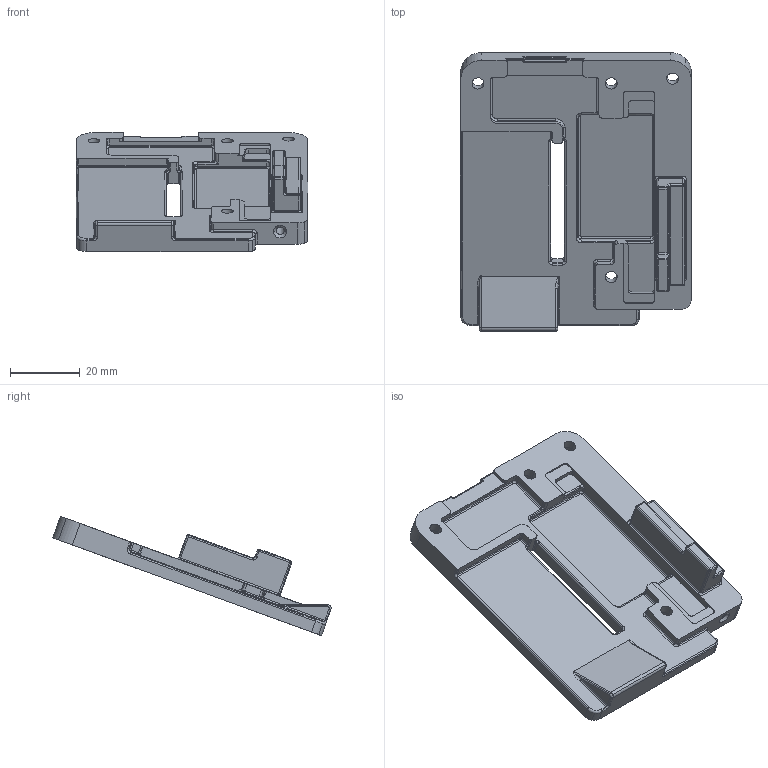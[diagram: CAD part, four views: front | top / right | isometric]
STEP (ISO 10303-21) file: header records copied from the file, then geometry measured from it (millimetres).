
FILE_DESCRIPTION(('STEP AP214'),'1');
FILE_NAME('Baseplate.stp','2023-02-18T09:23:04',(' '),(' '),'Spatial InterOp 3D',' ',' ');
FILE_SCHEMA(('AUTOMOTIVE_DESIGN { 1 0 10303 214 1 1 1 1 }'));
Length unit declared in the file: metre
Products named in the file (1): Baseplate
Bounding box: 66.25 x 79.84 x 34.16 mm (x, y, z)
Volume: 24685.2 mm3; surface area: 14052.7 mm2
Topology: 1 solids, 1 shells, 375 faces, 983 edges, 592 vertices
Faces by surface type: cylinder 239, plane 61, torus 41, sphere 16, cone 10, bspline 8
Entity records: 14974 total; most frequent: CARTESIAN_POINT 5501, DIRECTION 2174, ORIENTED_EDGE 1930, EDGE_CURVE 965, AXIS2_PLACEMENT_3D 876, VERTEX_POINT 592, CIRCLE 476, LINE 422
